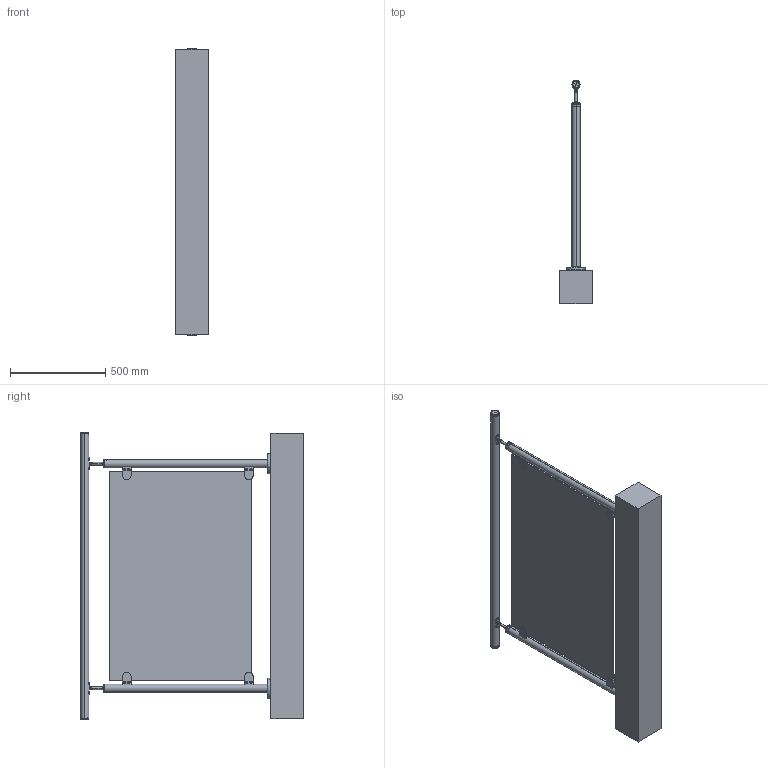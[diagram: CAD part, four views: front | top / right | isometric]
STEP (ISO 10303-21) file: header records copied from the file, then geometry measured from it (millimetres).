
FILE_DESCRIPTION (( 'STEP AP203' ), '1' );
FILE_NAME ('A-VR100-2G-250P___aplikacia.STEP', '2019-03-08T10:37:24', ( '' ), ( '' ), 'SwSTEP 2.0', 'SolidWorks 2018', '' );
FILE_SCHEMA (( 'CONFIG_CONTROL_DESIGN' ));
Length unit declared in the file: millimetre
Products named in the file (29): A_ZGBR100-1504__podlaha; A-0718-242_UP1 E1; A_250P-042.P6; skrutka DIN 7380_M5x12_A2-70; A_ZGBR100-1504__sklo_8,76; M6x10; A_250P-042_Bez_kolika_a_platnicky; A_250P-042.P3_skupina; A_42.4x___A-VR100-2G-250P; A_250P-042.P7; A-0718-242_UP2 E1; A_42.4x2-1500; A_0718_242_UP E1_skupina; A-0512-042; A_250P-042.P2; skrutka DIN 7380_M8x20_A2-70; skrutka DIN 7991_M6x16_A2-70; A_250P-042_Pravy_bez_kolika; A_0940-042-N; A19_25-008; A_250P-042.P1_skupina; A_250P-042_Lavy_bez_kolika; A-VR100-2G-250P_PRAVY; A_250P-042.P3; A_250P-042.P1; A-VR100-2G-250P_default; A_42.4x___A-VR100-2G-250P_pravy; A_5732-242; A-VR100-2G-250P___aplikacia
Assembly tree (57 placements, depth 5):
  A-VR100-2G-250P___aplikacia
    A_ZGBR100-1504__podlaha
    A_ZGBR100-1504__sklo_8,76
    A-VR100-2G-250P_default
      A_0940-042-N
      A_42.4x___A-VR100-2G-250P
      A_250P-042_Bez_kolika_a_platnicky
        A_250P-042.P1_skupina
          A_250P-042.P1
          A_250P-042.P6  x2
        A_250P-042.P2
        skrutka DIN 7991_M6x16_A2-70  x2
      A_250P-042_Lavy_bez_kolika
        A_250P-042.P1_skupina
          A_250P-042.P1
          A_250P-042.P6  x2
        A_250P-042.P2
        A_250P-042.P3_skupina
          A_250P-042.P3
          A_250P-042.P7
        skrutka DIN 7991_M6x16_A2-70  x2
      A_0718_242_UP E1_skupina
        M6x10
        A-0718-242_UP1 E1
        A-0718-242_UP2 E1
      A19_25-008  x4
      A-0512-042
      skrutka DIN 7380_M8x20_A2-70  x2
    A-VR100-2G-250P_PRAVY
      A_0940-042-N
      A_42.4x___A-VR100-2G-250P_pravy
      A_0718_242_UP E1_skupina
        M6x10
        A-0718-242_UP1 E1
        A-0718-242_UP2 E1
      A-0512-042
      A_250P-042_Bez_kolika_a_platnicky
        A_250P-042.P1_skupina
          A_250P-042.P1
          A_250P-042.P6  x2
        A_250P-042.P2
        skrutka DIN 7991_M6x16_A2-70  x2
      A_250P-042_Pravy_bez_kolika
        A_250P-042.P1_skupina
          A_250P-042.P1
          A_250P-042.P6  x2
        A_250P-042.P2
        skrutka DIN 7991_M6x16_A2-70  x2
        A_250P-042.P3_skupina
          A_250P-042.P3
          A_250P-042.P7
      A19_25-008  x4
      skrutka DIN 7380_M8x20_A2-70  x2
    A_42.4x2-1500
    A_5732-242  x2
    skrutka DIN 7380_M5x12_A2-70  x4
Bounding box: 170 x 1169.9 x 1508.8 mm (x, y, z)
Volume: 51810438 mm3; surface area: 3849509.7 mm2
Topology: 61 solids, 61 shells, 2882 faces, 6882 edges, 4082 vertices
Faces by surface type: plane 1208, cylinder 1014, cone 240, torus 196, sphere 132, bspline 92
Entity records: 33817 total; most frequent: CARTESIAN_POINT 8561, DIRECTION 4724, ORIENTED_EDGE 4322, EDGE_CURVE 2161, AXIS2_PLACEMENT_3D 1827, VERTEX_POINT 1310, LINE 1070, VECTOR 1070
